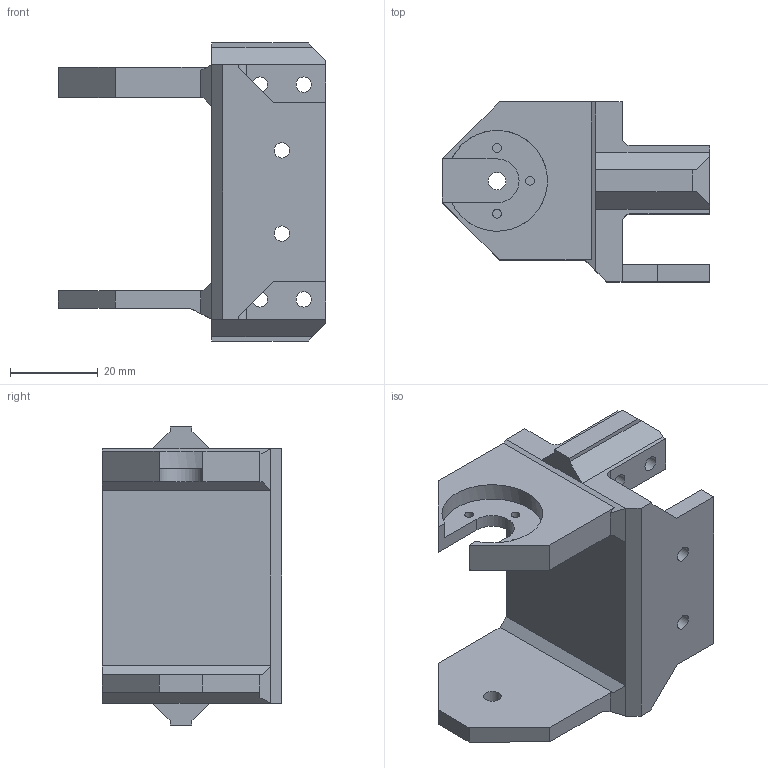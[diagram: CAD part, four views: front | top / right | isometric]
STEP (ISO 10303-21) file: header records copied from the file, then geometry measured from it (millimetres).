
FILE_DESCRIPTION(('FreeCAD Model'),'2;1');
FILE_NAME('firstBracket.step', '2016-01-29T14:01:47',(''),(''),'Open CASCADE STEP processor 6.8', 'FreeCAD','Unknown');
FILE_SCHEMA(('AUTOMOTIVE_DESIGN_CC2 { 1 2 10303 214 -1 1 5 4 }'));
Length unit declared in the file: millimetre
Products named in the file (2): ASSEMBLY; Pad001007004004002003004004002010016
Assembly tree (1 placements, depth 2):
  ASSEMBLY
    Pad001007004004002003004004002010016
Bounding box: 61 x 41.01 x 68 mm (x, y, z)
Volume: 34424.7 mm3; surface area: 15538.7 mm2
Topology: 1 solids, 1 shells, 73 faces, 208 edges, 137 vertices
Faces by surface type: plane 57, cylinder 16
Full cylindrical faces by diameter (mm): 2 x3, 3.5 x6, 4 x1
Entity records: 5577 total; most frequent: CARTESIAN_POINT 1416, DIRECTION 745, LINE 513, VECTOR 513, ORIENTED_EDGE 416, PCURVE 416, DEFINITIONAL_REPRESENTATION 416, EDGE_CURVE 208
